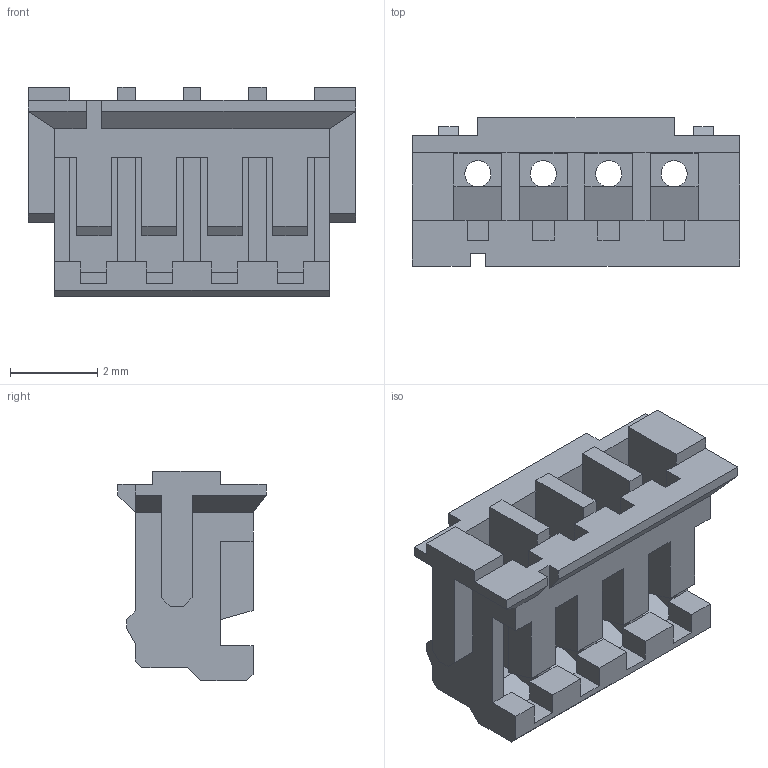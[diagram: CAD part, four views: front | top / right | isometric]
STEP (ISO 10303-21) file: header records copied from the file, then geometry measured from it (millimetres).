
FILE_DESCRIPTION(/* description */ ('Unknown'),/* implementation_level */ '2;1');
FILE_NAME(/* name */ '648004113322',/* time_stamp */ '2023-03-22T15:43:45+01:00',/* author */ ('Unknown'),/* organization */ ('Unknown'),/* preprocessor_version */ 'ST-DEVELOPER v18.102',/* originating_system */ 'Solid Edge',/* authorisation */ 'Unknown');
FILE_SCHEMA (('AUTOMOTIVE_DESIGN {1 0 10303 214 3 1 1}'));
Length unit declared in the file: millimetre
Products named in the file (2): 6480xx113322; 648004113322
Assembly tree (1 placements, depth 2):
  6480xx113322
    648004113322
Bounding box: 7.5 x 3.4 x 4.8 mm (x, y, z)
Volume: 42.1 mm3; surface area: 239.2 mm2
Topology: 1 solids, 1 shells, 152 faces, 438 edges, 276 vertices
Faces by surface type: plane 148, cylinder 4
Full cylindrical faces by diameter (mm): 0.6 x4
Entity records: 4851 total; most frequent: ORIENTED_EDGE 860, CARTESIAN_POINT 856, DIRECTION 746, EDGE_CURVE 430, LINE 422, VECTOR 422, VERTEX_POINT 272, AXIS2_PLACEMENT_3D 162
